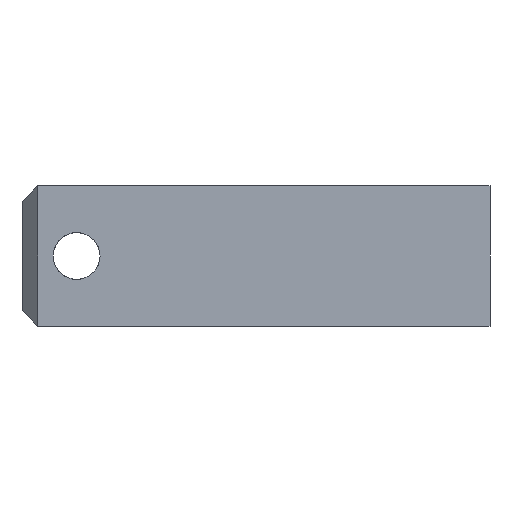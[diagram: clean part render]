
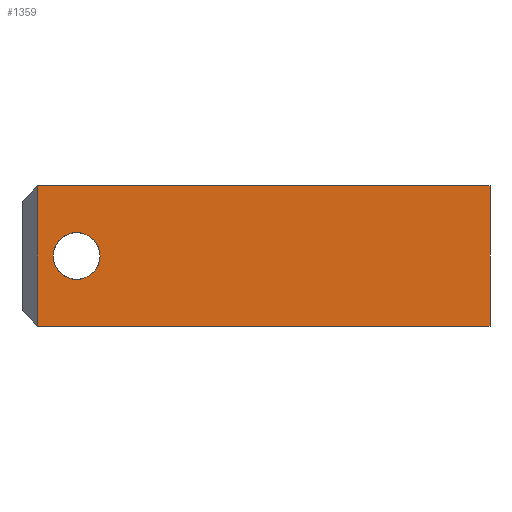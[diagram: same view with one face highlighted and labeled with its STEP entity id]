
A CAD part, left-side view. The second image highlights one B-rep face of the part: STEP entity #1359.
In plain terms, the highlighted planar face has unit normal (-1, 0, 0).
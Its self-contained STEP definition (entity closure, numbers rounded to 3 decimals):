
#26 = VECTOR ( 'NONE', #1351, 1000. ) ;
#42 = LINE ( 'NONE', #483, #534 ) ;
#66 = CARTESIAN_POINT ( 'NONE',  ( -19., 0., 9. ) ) ;
#84 = VERTEX_POINT ( 'NONE', #261 ) ;
#85 = FACE_BOUND ( 'NONE', #126, .T. ) ;
#115 = EDGE_CURVE ( 'NONE', #577, #286, #1386, .T. ) ;
#126 = EDGE_LOOP ( 'NONE', ( #1299, #1058 ) ) ;
#159 = ORIENTED_EDGE ( 'NONE', *, *, #756, .T. ) ;
#180 = EDGE_CURVE ( 'NONE', #469, #577, #42, .T. ) ;
#184 = CIRCLE ( 'NONE', #1064, 3. ) ;
#226 = CARTESIAN_POINT ( 'NONE',  ( -19., 58., 9. ) ) ;
#250 = DIRECTION ( 'NONE',  ( -1., 0., 0. ) ) ;
#253 = DIRECTION ( 'NONE',  ( 0., 1., 0. ) ) ;
#261 = CARTESIAN_POINT ( 'NONE',  ( -19., 50., 0. ) ) ;
#265 = VECTOR ( 'NONE', #1250, 1000. ) ;
#286 = VERTEX_POINT ( 'NONE', #1213 ) ;
#363 = LINE ( 'NONE', #1193, #463 ) ;
#434 = PLANE ( 'NONE',  #1315 ) ;
#445 = EDGE_LOOP ( 'NONE', ( #747, #1101, #159, #964 ) ) ;
#463 = VECTOR ( 'NONE', #584, 1000. ) ;
#469 = VERTEX_POINT ( 'NONE', #226 ) ;
#483 = CARTESIAN_POINT ( 'NONE',  ( -19., 0., 9. ) ) ;
#523 = AXIS2_PLACEMENT_3D ( 'NONE', #812, #805, #253 ) ;
#534 = VECTOR ( 'NONE', #931, 1000. ) ;
#576 = DIRECTION ( 'NONE',  ( 0., 1., 0. ) ) ;
#577 = VERTEX_POINT ( 'NONE', #66 ) ;
#584 = DIRECTION ( 'NONE',  ( 0., 0., -1. ) ) ;
#639 = DIRECTION ( 'NONE',  ( 1., 0., 0. ) ) ;
#644 = VERTEX_POINT ( 'NONE', #1081 ) ;
#701 = CARTESIAN_POINT ( 'NONE',  ( -19., 53., 0. ) ) ;
#747 = ORIENTED_EDGE ( 'NONE', *, *, #180, .F. ) ;
#756 = EDGE_CURVE ( 'NONE', #644, #286, #888, .T. ) ;
#778 = CIRCLE ( 'NONE', #523, 3. ) ;
#805 = DIRECTION ( 'NONE',  ( -1., 0., 0. ) ) ;
#812 = CARTESIAN_POINT ( 'NONE',  ( -19., 53., 0. ) ) ;
#842 = VERTEX_POINT ( 'NONE', #996 ) ;
#866 = DIRECTION ( 'NONE',  ( 0., 1., 0. ) ) ;
#888 = LINE ( 'NONE', #1242, #26 ) ;
#912 = EDGE_CURVE ( 'NONE', #84, #842, #778, .T. ) ;
#931 = DIRECTION ( 'NONE',  ( 0., -1., 0. ) ) ;
#964 = ORIENTED_EDGE ( 'NONE', *, *, #115, .F. ) ;
#985 = CARTESIAN_POINT ( 'NONE',  ( -19., 0., 9. ) ) ;
#996 = CARTESIAN_POINT ( 'NONE',  ( -19., 56., 0. ) ) ;
#1058 = ORIENTED_EDGE ( 'NONE', *, *, #912, .F. ) ;
#1064 = AXIS2_PLACEMENT_3D ( 'NONE', #701, #250, #576 ) ;
#1081 = CARTESIAN_POINT ( 'NONE',  ( -19., 58., -9. ) ) ;
#1101 = ORIENTED_EDGE ( 'NONE', *, *, #1237, .T. ) ;
#1162 = CARTESIAN_POINT ( 'NONE',  ( -19., 0., 9. ) ) ;
#1193 = CARTESIAN_POINT ( 'NONE',  ( -19., 58., 9. ) ) ;
#1202 = FACE_OUTER_BOUND ( 'NONE', #445, .T. ) ;
#1213 = CARTESIAN_POINT ( 'NONE',  ( -19., 0., -9. ) ) ;
#1237 = EDGE_CURVE ( 'NONE', #469, #644, #363, .T. ) ;
#1242 = CARTESIAN_POINT ( 'NONE',  ( -19., 0., -9. ) ) ;
#1250 = DIRECTION ( 'NONE',  ( 0., 0., -1. ) ) ;
#1286 = EDGE_CURVE ( 'NONE', #842, #84, #184, .T. ) ;
#1299 = ORIENTED_EDGE ( 'NONE', *, *, #1286, .F. ) ;
#1315 = AXIS2_PLACEMENT_3D ( 'NONE', #985, #639, #866 ) ;
#1351 = DIRECTION ( 'NONE',  ( 0., -1., 0. ) ) ;
#1359 = ADVANCED_FACE ( 'NONE', ( #85, #1202 ), #434, .F. ) ;
#1386 = LINE ( 'NONE', #1162, #265 ) ;
